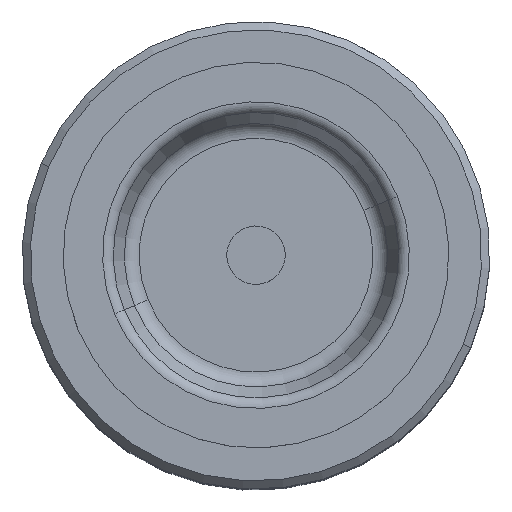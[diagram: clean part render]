
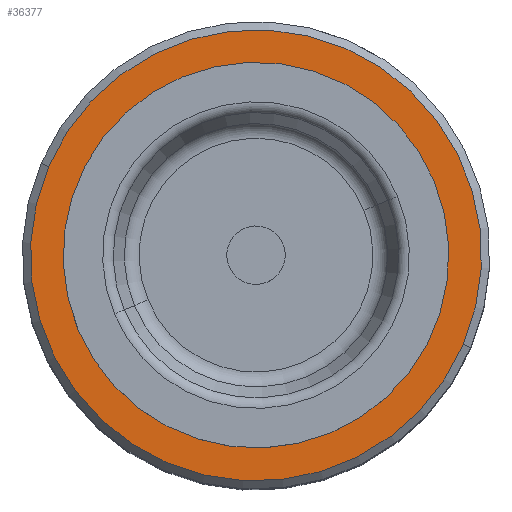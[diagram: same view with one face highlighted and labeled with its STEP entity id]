
A CAD part, top view. The second image highlights one B-rep face of the part: STEP entity #36377.
In plain terms, the highlighted planar face has unit normal (0, 0, 1).
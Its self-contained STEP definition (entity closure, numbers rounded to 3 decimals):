
#219 = ORIENTED_EDGE ( 'NONE', *, *, #17629, .T. ) ;
#607 = CARTESIAN_POINT ( 'NONE',  ( 19.3, 0., 60. ) ) ;
#654 = ORIENTED_EDGE ( 'NONE', *, *, #41364, .T. ) ;
#796 = AXIS2_PLACEMENT_3D ( 'NONE', #39601, #30881, #58859 ) ;
#2033 = DIRECTION ( 'NONE',  ( 0., 0., 1. ) ) ;
#2061 = CARTESIAN_POINT ( 'NONE',  ( -15.2, 0., 60. ) ) ;
#6255 = CARTESIAN_POINT ( 'NONE',  ( 0., 0., 60. ) ) ;
#7921 = VERTEX_POINT ( 'NONE', #18590 ) ;
#16707 = EDGE_LOOP ( 'NONE', ( #21530, #219 ) ) ;
#17629 = EDGE_CURVE ( 'NONE', #57249, #7921, #50220, .T. ) ;
#18590 = CARTESIAN_POINT ( 'NONE',  ( -19.3, 0., 60. ) ) ;
#20988 = CIRCLE ( 'NONE', #56010, 15.2 ) ;
#21530 = ORIENTED_EDGE ( 'NONE', *, *, #53316, .T. ) ;
#22782 = AXIS2_PLACEMENT_3D ( 'NONE', #6255, #52413, #33602 ) ;
#24340 = EDGE_CURVE ( 'NONE', #56920, #25949, #20988, .T. ) ;
#25949 = VERTEX_POINT ( 'NONE', #44003 ) ;
#28140 = PLANE ( 'NONE',  #22782 ) ;
#29120 = EDGE_LOOP ( 'NONE', ( #654, #36862 ) ) ;
#30881 = DIRECTION ( 'NONE',  ( 0., 0., -1. ) ) ;
#31351 = FACE_BOUND ( 'NONE', #29120, .T. ) ;
#33602 = DIRECTION ( 'NONE',  ( 1., 0., 0. ) ) ;
#34442 = DIRECTION ( 'NONE',  ( 1., 0., 0. ) ) ;
#35737 = CARTESIAN_POINT ( 'NONE',  ( 0., 0., 60. ) ) ;
#36377 = ADVANCED_FACE ( 'NONE', ( #43645, #31351 ), #28140, .T. ) ;
#36862 = ORIENTED_EDGE ( 'NONE', *, *, #24340, .T. ) ;
#39601 = CARTESIAN_POINT ( 'NONE',  ( 0., 0., 60. ) ) ;
#39755 = DIRECTION ( 'NONE',  ( 1., 0., 0. ) ) ;
#41364 = EDGE_CURVE ( 'NONE', #25949, #56920, #45657, .T. ) ;
#41563 = AXIS2_PLACEMENT_3D ( 'NONE', #48418, #2033, #34442 ) ;
#43645 = FACE_OUTER_BOUND ( 'NONE', #16707, .T. ) ;
#44003 = CARTESIAN_POINT ( 'NONE',  ( 15.2, 0., 60. ) ) ;
#44210 = CARTESIAN_POINT ( 'NONE',  ( 0., 0., 60. ) ) ;
#45657 = CIRCLE ( 'NONE', #796, 15.2 ) ;
#47541 = CIRCLE ( 'NONE', #52607, 19.3 ) ;
#48418 = CARTESIAN_POINT ( 'NONE',  ( 0., 0., 60. ) ) ;
#50220 = CIRCLE ( 'NONE', #41563, 19.3 ) ;
#52413 = DIRECTION ( 'NONE',  ( 0., 0., 1. ) ) ;
#52607 = AXIS2_PLACEMENT_3D ( 'NONE', #44210, #58404, #39755 ) ;
#53316 = EDGE_CURVE ( 'NONE', #7921, #57249, #47541, .T. ) ;
#54968 = DIRECTION ( 'NONE',  ( 0., 0., -1. ) ) ;
#56010 = AXIS2_PLACEMENT_3D ( 'NONE', #35737, #54968, #59463 ) ;
#56920 = VERTEX_POINT ( 'NONE', #2061 ) ;
#57249 = VERTEX_POINT ( 'NONE', #607 ) ;
#58404 = DIRECTION ( 'NONE',  ( 0., 0., 1. ) ) ;
#58859 = DIRECTION ( 'NONE',  ( 1., 0., 0. ) ) ;
#59463 = DIRECTION ( 'NONE',  ( 1., 0., 0. ) ) ;
